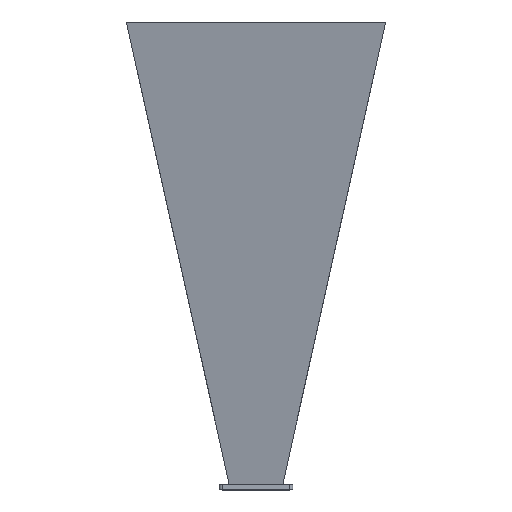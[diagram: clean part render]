
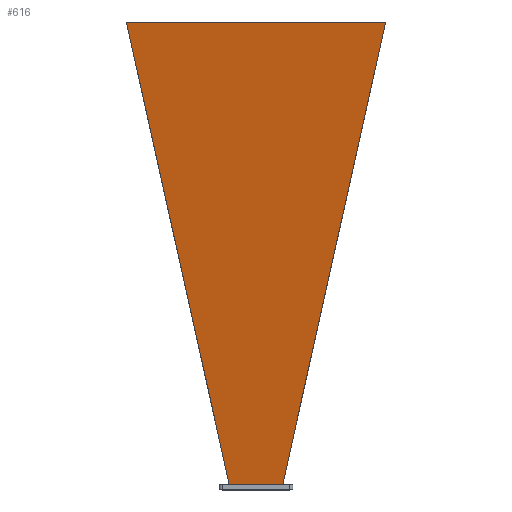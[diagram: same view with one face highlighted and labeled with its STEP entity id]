
A CAD part, top view. The second image highlights one B-rep face of the part: STEP entity #616.
In plain terms, the highlighted planar face has unit normal (0, -0.172, 0.985).
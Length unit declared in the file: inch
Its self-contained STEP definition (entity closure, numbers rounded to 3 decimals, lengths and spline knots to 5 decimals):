
#57 = CARTESIAN_POINT ( 'NONE',  ( -2.305, 0.5, 1.20151 ) ) ;
#99 = LINE ( 'NONE', #320, #1196 ) ;
#180 = EDGE_CURVE ( 'NONE', #764, #313, #360, .T. ) ;
#233 = EDGE_CURVE ( 'NONE', #313, #1021, #537, .T. ) ;
#313 = VERTEX_POINT ( 'NONE', #57 ) ;
#320 = CARTESIAN_POINT ( 'NONE',  ( 12.83157, 47.78034, 9.43882 ) ) ;
#339 = AXIS2_PLACEMENT_3D ( 'NONE', #728, #379, #725 ) ;
#360 = LINE ( 'NONE', #500, #1276 ) ;
#374 = FACE_OUTER_BOUND ( 'NONE', #1388, .T. ) ;
#379 = DIRECTION ( 'NONE',  ( 0., 0.172, -0.985 ) ) ;
#449 = VECTOR ( 'NONE', #1163, 39.37008 ) ;
#459 = DIRECTION ( 'NONE',  ( -1., 0., 0. ) ) ;
#468 = VERTEX_POINT ( 'NONE', #652 ) ;
#500 = CARTESIAN_POINT ( 'NONE',  ( -12.83157, 47.78034, 9.43882 ) ) ;
#537 = LINE ( 'NONE', #730, #449 ) ;
#553 = DIRECTION ( 'NONE',  ( -0.214, -0.962, -0.168 ) ) ;
#560 = ORIENTED_EDGE ( 'NONE', *, *, #1220, .T. ) ;
#613 = DIRECTION ( 'NONE',  ( 0.214, -0.962, -0.168 ) ) ;
#616 = ADVANCED_FACE ( 'NONE', ( #374 ), #1040, .F. ) ;
#639 = LINE ( 'NONE', #1375, #1319 ) ;
#652 = CARTESIAN_POINT ( 'NONE',  ( 11.15065, 40.23045, 8.12346 ) ) ;
#725 = DIRECTION ( 'NONE',  ( 0., 0.985, 0.172 ) ) ;
#728 = CARTESIAN_POINT ( 'NONE',  ( 47.7714, 40.23045, 8.12346 ) ) ;
#730 = CARTESIAN_POINT ( 'NONE',  ( -4.72359, 0.5, 1.20151 ) ) ;
#750 = ORIENTED_EDGE ( 'NONE', *, *, #180, .T. ) ;
#764 = VERTEX_POINT ( 'NONE', #1123 ) ;
#809 = ORIENTED_EDGE ( 'NONE', *, *, #233, .T. ) ;
#1021 = VERTEX_POINT ( 'NONE', #1332 ) ;
#1025 = EDGE_CURVE ( 'NONE', #468, #1021, #99, .T. ) ;
#1040 = PLANE ( 'NONE',  #339 ) ;
#1123 = CARTESIAN_POINT ( 'NONE',  ( -11.15065, 40.23045, 8.12346 ) ) ;
#1132 = ORIENTED_EDGE ( 'NONE', *, *, #1025, .F. ) ;
#1163 = DIRECTION ( 'NONE',  ( 1., 0., 0. ) ) ;
#1196 = VECTOR ( 'NONE', #553, 39.37008 ) ;
#1220 = EDGE_CURVE ( 'NONE', #468, #764, #639, .T. ) ;
#1276 = VECTOR ( 'NONE', #613, 39.37008 ) ;
#1319 = VECTOR ( 'NONE', #459, 39.37008 ) ;
#1332 = CARTESIAN_POINT ( 'NONE',  ( 2.305, 0.5, 1.20151 ) ) ;
#1375 = CARTESIAN_POINT ( 'NONE',  ( 47.7714, 40.23045, 8.12346 ) ) ;
#1388 = EDGE_LOOP ( 'NONE', ( #560, #750, #809, #1132 ) ) ;
